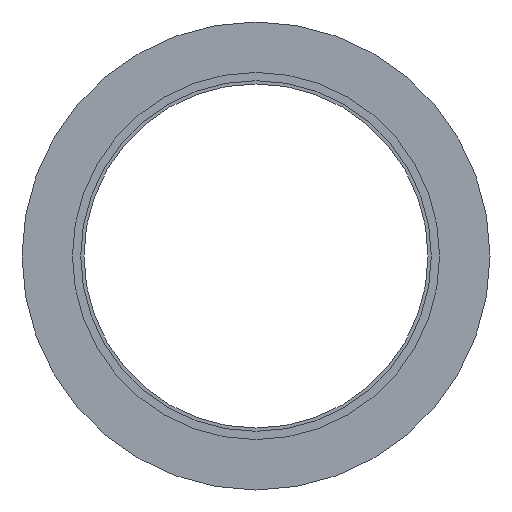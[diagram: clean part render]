
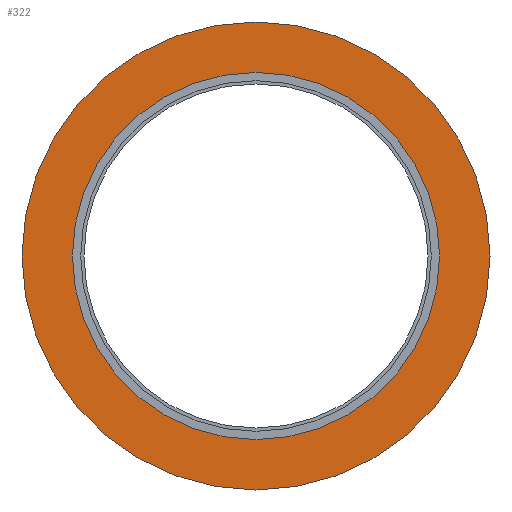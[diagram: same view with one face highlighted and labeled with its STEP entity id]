
A CAD part, left-side view. The second image highlights one B-rep face of the part: STEP entity #322.
In plain terms, the highlighted planar face has unit normal (-1, 0, 0).
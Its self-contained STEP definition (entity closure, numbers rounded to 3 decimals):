
#13 = CIRCLE ( 'NONE', #1158, 65. ) ;
#22 = CARTESIAN_POINT ( 'NONE',  ( -7., 0., 0. ) ) ;
#31 = DIRECTION ( 'NONE',  ( -1., 0., 0. ) ) ;
#44 = DIRECTION ( 'NONE',  ( 0., 0., 1. ) ) ;
#117 = ORIENTED_EDGE ( 'NONE', *, *, #309, .F. ) ;
#275 = VERTEX_POINT ( 'NONE', #980 ) ;
#309 = EDGE_CURVE ( 'NONE', #808, #850, #470, .T. ) ;
#322 = ADVANCED_FACE ( 'NONE', ( #501, #882 ), #411, .F. ) ;
#411 = PLANE ( 'NONE',  #1339 ) ;
#439 = CIRCLE ( 'NONE', #1350, 51. ) ;
#470 = CIRCLE ( 'NONE', #708, 51. ) ;
#492 = CARTESIAN_POINT ( 'NONE',  ( -7., 0., 0. ) ) ;
#500 = DIRECTION ( 'NONE',  ( -1., 0., 0. ) ) ;
#501 = FACE_BOUND ( 'NONE', #1169, .T. ) ;
#513 = DIRECTION ( 'NONE',  ( 0., 0., 1. ) ) ;
#644 = VERTEX_POINT ( 'NONE', #791 ) ;
#708 = AXIS2_PLACEMENT_3D ( 'NONE', #492, #500, #513 ) ;
#743 = CARTESIAN_POINT ( 'NONE',  ( -7., 51., 0. ) ) ;
#749 = DIRECTION ( 'NONE',  ( 1., 0., 0. ) ) ;
#755 = DIRECTION ( 'NONE',  ( 0., 0., -1. ) ) ;
#788 = EDGE_CURVE ( 'NONE', #275, #644, #1517, .T. ) ;
#791 = CARTESIAN_POINT ( 'NONE',  ( -7., 0., -65. ) ) ;
#808 = VERTEX_POINT ( 'NONE', #1511 ) ;
#850 = VERTEX_POINT ( 'NONE', #1087 ) ;
#882 = FACE_OUTER_BOUND ( 'NONE', #1534, .T. ) ;
#931 = CARTESIAN_POINT ( 'NONE',  ( -7., 0., 0. ) ) ;
#980 = CARTESIAN_POINT ( 'NONE',  ( -7., 0., 65. ) ) ;
#1015 = DIRECTION ( 'NONE',  ( 0., 0., 1. ) ) ;
#1087 = CARTESIAN_POINT ( 'NONE',  ( -7., 0., 51. ) ) ;
#1136 = DIRECTION ( 'NONE',  ( -1., 0., 0. ) ) ;
#1146 = CARTESIAN_POINT ( 'NONE',  ( -7., 0., 0. ) ) ;
#1158 = AXIS2_PLACEMENT_3D ( 'NONE', #931, #1136, #1015 ) ;
#1169 = EDGE_LOOP ( 'NONE', ( #1293, #117 ) ) ;
#1195 = ORIENTED_EDGE ( 'NONE', *, *, #1502, .T. ) ;
#1246 = DIRECTION ( 'NONE',  ( -1., 0., 0. ) ) ;
#1251 = DIRECTION ( 'NONE',  ( 0., 0., 1. ) ) ;
#1293 = ORIENTED_EDGE ( 'NONE', *, *, #1404, .F. ) ;
#1339 = AXIS2_PLACEMENT_3D ( 'NONE', #743, #749, #755 ) ;
#1350 = AXIS2_PLACEMENT_3D ( 'NONE', #22, #31, #44 ) ;
#1379 = ORIENTED_EDGE ( 'NONE', *, *, #788, .T. ) ;
#1404 = EDGE_CURVE ( 'NONE', #850, #808, #439, .T. ) ;
#1502 = EDGE_CURVE ( 'NONE', #644, #275, #13, .T. ) ;
#1511 = CARTESIAN_POINT ( 'NONE',  ( -7., 0., -51. ) ) ;
#1517 = CIRCLE ( 'NONE', #1569, 65. ) ;
#1534 = EDGE_LOOP ( 'NONE', ( #1379, #1195 ) ) ;
#1569 = AXIS2_PLACEMENT_3D ( 'NONE', #1146, #1246, #1251 ) ;
